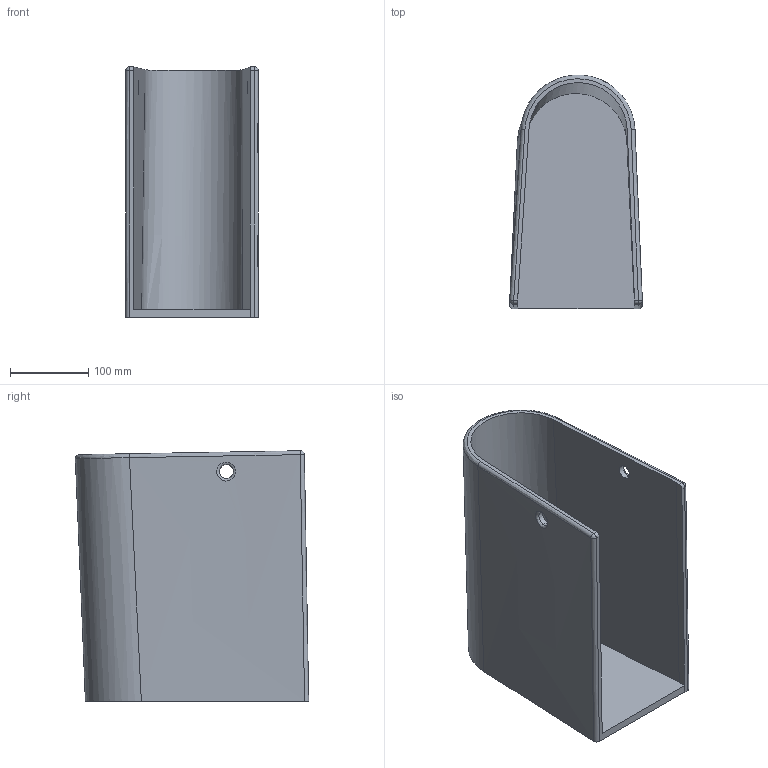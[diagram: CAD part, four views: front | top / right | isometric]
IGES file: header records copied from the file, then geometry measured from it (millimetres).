
Global section: file name: No Iges File Name specified; native system: AutoDesk Inventor R11.0; preprocessor: AutoDesk Inventor Iges Exporter R11.0; author: No Author specified; organization: No Organization specified; date: 20070711.173123; units: millimetre
Bounding box: 169.53 x 298.08 x 319.87 mm (x, y, z)
Volume: 2321671.8 mm3; surface area: 501621.4 mm2
Topology: 1 solids, 1 shells, 33 faces, 91 edges, 56 vertices
Faces by surface type: bspline 13, plane 10, revolution 4, sphere 3, cylinder 3
